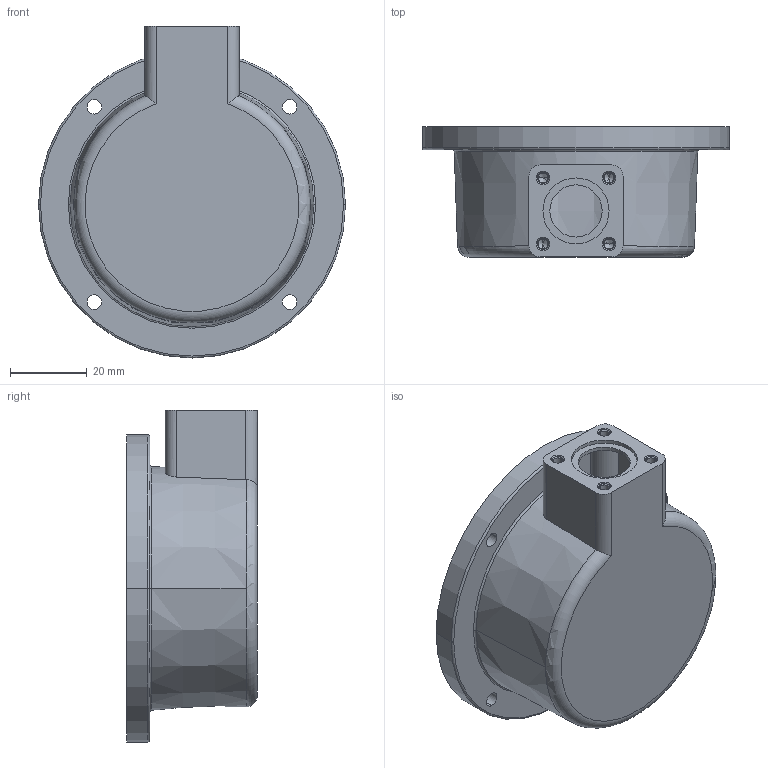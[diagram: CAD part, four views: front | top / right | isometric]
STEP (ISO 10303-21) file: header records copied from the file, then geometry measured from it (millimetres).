
FILE_DESCRIPTION((''),'2;1');
FILE_NAME('DE-12-006475','2025-07-03T11:43:44',('guohaojian'),(''),'CREO PARAMETRIC BY PTC INC, 2020044','CREO PARAMETRIC BY PTC INC, 2020044','');
FILE_SCHEMA(('CONFIG_CONTROL_DESIGN'));
Length unit declared in the file: millimetre
Products named in the file (1): DE-12-006475
Bounding box: 80 x 34 x 86.5 mm (x, y, z)
Volume: 43451.2 mm3; surface area: 26273.7 mm2
Topology: 1 solids, 5 shells, 107 faces, 267 edges, 170 vertices
Faces by surface type: cylinder 48, plane 34, cone 20, torus 5
Entity records: 3328 total; most frequent: CARTESIAN_POINT 652, DIRECTION 594, ORIENTED_EDGE 502, EDGE_CURVE 259, AXIS2_PLACEMENT_3D 237, VERTEX_POINT 170, EDGE_LOOP 133, CIRCLE 129
